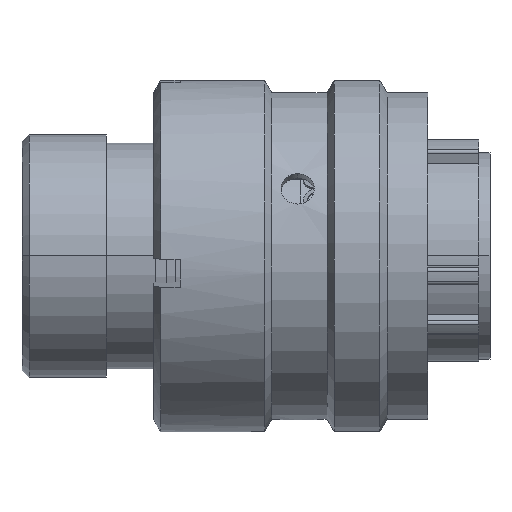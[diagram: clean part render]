
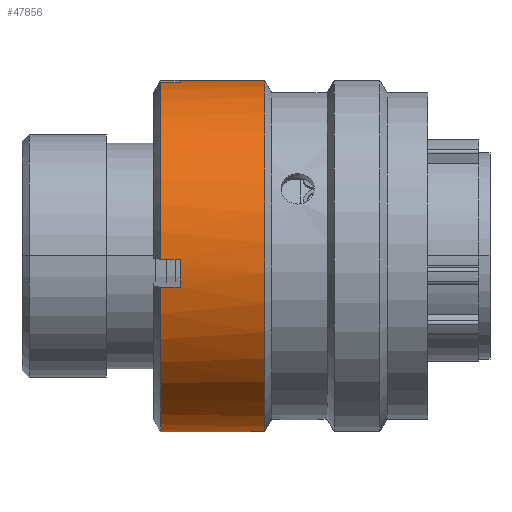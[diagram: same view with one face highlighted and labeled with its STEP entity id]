
A CAD part, top view. The second image highlights one B-rep face of the part: STEP entity #47856.
In plain terms, the highlighted cylindrical face has radius 12.55 mm (diameter 25.1 mm), a partial arc.
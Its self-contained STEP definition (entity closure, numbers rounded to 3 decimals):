
#428 = VECTOR ( 'NONE', #11793, 1000. ) ;
#822 = CARTESIAN_POINT ( 'NONE',  ( 28.928, 12.347, 2.247 ) ) ;
#1625 = ORIENTED_EDGE ( 'NONE', *, *, #27277, .F. ) ;
#1644 = VERTEX_POINT ( 'NONE', #13191 ) ;
#2851 = CARTESIAN_POINT ( 'NONE',  ( 11.278, -0.257, 12.547 ) ) ;
#3813 = VERTEX_POINT ( 'NONE', #2851 ) ;
#4915 = CIRCLE ( 'NONE', #32769, 12.55 ) ;
#5148 = VERTEX_POINT ( 'NONE', #48376 ) ;
#5267 = VERTEX_POINT ( 'NONE', #5881 ) ;
#5493 = CARTESIAN_POINT ( 'NONE',  ( 28.928, -2.247, 12.347 ) ) ;
#5881 = CARTESIAN_POINT ( 'NONE',  ( 9.878, -12.547, -0.257 ) ) ;
#6044 = ORIENTED_EDGE ( 'NONE', *, *, #31773, .T. ) ;
#6081 = CARTESIAN_POINT ( 'NONE',  ( 11.278, 0., 0. ) ) ;
#6745 = DIRECTION ( 'NONE',  ( 0., 0.995, 0.1 ) ) ;
#7366 = ORIENTED_EDGE ( 'NONE', *, *, #58098, .T. ) ;
#7409 = VECTOR ( 'NONE', #16973, 1000. ) ;
#8269 = LINE ( 'NONE', #45205, #428 ) ;
#10360 = EDGE_CURVE ( 'NONE', #5148, #39865, #17219, .T. ) ;
#11686 = DIRECTION ( 'NONE',  ( 1., 0., 0. ) ) ;
#11793 = DIRECTION ( 'NONE',  ( 1., 0., 0. ) ) ;
#12009 = ORIENTED_EDGE ( 'NONE', *, *, #10360, .F. ) ;
#13191 = CARTESIAN_POINT ( 'NONE',  ( 11.278, -12.487, -1.256 ) ) ;
#13819 = VERTEX_POINT ( 'NONE', #28996 ) ;
#13867 = EDGE_CURVE ( 'NONE', #1644, #68649, #46320, .T. ) ;
#15376 = VERTEX_POINT ( 'NONE', #64780 ) ;
#16872 = DIRECTION ( 'NONE',  ( 1., 0., 0. ) ) ;
#16973 = DIRECTION ( 'NONE',  ( -1., 0., 0. ) ) ;
#17190 = DIRECTION ( 'NONE',  ( 1., 0., 0. ) ) ;
#17219 = LINE ( 'NONE', #47573, #29463 ) ;
#17280 = EDGE_CURVE ( 'NONE', #65015, #44973, #25094, .T. ) ;
#18222 = CARTESIAN_POINT ( 'NONE',  ( 9.878, 0., 0. ) ) ;
#19042 = AXIS2_PLACEMENT_3D ( 'NONE', #62230, #33807, #56695 ) ;
#19501 = AXIS2_PLACEMENT_3D ( 'NONE', #69893, #58725, #52679 ) ;
#20767 = DIRECTION ( 'NONE',  ( 1., 0., 0. ) ) ;
#21287 = CARTESIAN_POINT ( 'NONE',  ( 9.878, 12.347, 2.247 ) ) ;
#22520 = ORIENTED_EDGE ( 'NONE', *, *, #24053, .T. ) ;
#22788 = ORIENTED_EDGE ( 'NONE', *, *, #13867, .T. ) ;
#24053 = EDGE_CURVE ( 'NONE', #5148, #13819, #69544, .T. ) ;
#24202 = VERTEX_POINT ( 'NONE', #35722 ) ;
#24340 = ORIENTED_EDGE ( 'NONE', *, *, #17280, .T. ) ;
#25094 = CIRCLE ( 'NONE', #32402, 12.55 ) ;
#25530 = CIRCLE ( 'NONE', #63276, 12.55 ) ;
#25683 = EDGE_LOOP ( 'NONE', ( #71256, #22788, #1625, #12009, #22520, #57665, #24340, #39808, #34406, #6044, #7366, #61414 ) ) ;
#25937 = DIRECTION ( 'NONE',  ( 1., 0., 0. ) ) ;
#27277 = EDGE_CURVE ( 'NONE', #39865, #68649, #25530, .T. ) ;
#28147 = VERTEX_POINT ( 'NONE', #53678 ) ;
#28405 = CARTESIAN_POINT ( 'NONE',  ( 17.298, 0., 0. ) ) ;
#28962 = VECTOR ( 'NONE', #34508, 1000. ) ;
#28996 = CARTESIAN_POINT ( 'NONE',  ( 11.278, 12.347, 2.247 ) ) ;
#29194 = DIRECTION ( 'NONE',  ( 1., 0., 0. ) ) ;
#29463 = VECTOR ( 'NONE', #25937, 1000. ) ;
#31773 = EDGE_CURVE ( 'NONE', #24202, #15376, #68388, .T. ) ;
#31790 = EDGE_CURVE ( 'NONE', #13819, #65015, #70090, .T. ) ;
#32402 = AXIS2_PLACEMENT_3D ( 'NONE', #18222, #29194, #6745 ) ;
#32769 = AXIS2_PLACEMENT_3D ( 'NONE', #54059, #20767, #36559 ) ;
#32820 = CIRCLE ( 'NONE', #60126, 12.55 ) ;
#33000 = CARTESIAN_POINT ( 'NONE',  ( 17.298, -12.487, -1.256 ) ) ;
#33807 = DIRECTION ( 'NONE',  ( 1., 0., 0. ) ) ;
#34406 = ORIENTED_EDGE ( 'NONE', *, *, #60378, .T. ) ;
#34508 = DIRECTION ( 'NONE',  ( 1., 0., 0. ) ) ;
#35263 = VECTOR ( 'NONE', #56640, 1000. ) ;
#35722 = CARTESIAN_POINT ( 'NONE',  ( 11.278, -2.247, 12.347 ) ) ;
#36559 = DIRECTION ( 'NONE',  ( 0., 0.1, -0.995 ) ) ;
#37852 = AXIS2_PLACEMENT_3D ( 'NONE', #6081, #11686, #50644 ) ;
#39360 = EDGE_CURVE ( 'NONE', #44973, #3813, #8269, .T. ) ;
#39378 = LINE ( 'NONE', #40002, #66359 ) ;
#39808 = ORIENTED_EDGE ( 'NONE', *, *, #39360, .T. ) ;
#39865 = VERTEX_POINT ( 'NONE', #48027 ) ;
#40002 = CARTESIAN_POINT ( 'NONE',  ( 28.928, -12.547, -0.257 ) ) ;
#41345 = CIRCLE ( 'NONE', #19501, 12.55 ) ;
#42851 = EDGE_CURVE ( 'NONE', #5267, #28147, #39378, .T. ) ;
#44973 = VERTEX_POINT ( 'NONE', #59069 ) ;
#45205 = CARTESIAN_POINT ( 'NONE',  ( 28.928, -0.257, 12.547 ) ) ;
#46320 = LINE ( 'NONE', #67404, #28962 ) ;
#47573 = CARTESIAN_POINT ( 'NONE',  ( 28.928, 12.487, 1.256 ) ) ;
#47856 = ADVANCED_FACE ( 'NONE', ( #66480 ), #62053, .T. ) ;
#48027 = CARTESIAN_POINT ( 'NONE',  ( 17.298, 12.487, 1.256 ) ) ;
#48376 = CARTESIAN_POINT ( 'NONE',  ( 11.278, 12.487, 1.256 ) ) ;
#50221 = CARTESIAN_POINT ( 'NONE',  ( 9.878, 0., 0. ) ) ;
#50644 = DIRECTION ( 'NONE',  ( 0., -0.1, 0.995 ) ) ;
#50651 = EDGE_CURVE ( 'NONE', #28147, #1644, #4915, .T. ) ;
#52679 = DIRECTION ( 'NONE',  ( 0., -0.995, -0.1 ) ) ;
#53678 = CARTESIAN_POINT ( 'NONE',  ( 11.278, -12.547, -0.257 ) ) ;
#54059 = CARTESIAN_POINT ( 'NONE',  ( 11.278, 0., 0. ) ) ;
#55331 = DIRECTION ( 'NONE',  ( 1., 0., 0. ) ) ;
#56109 = DIRECTION ( 'NONE',  ( 0., 0.995, 0.1 ) ) ;
#56640 = DIRECTION ( 'NONE',  ( -1., 0., 0. ) ) ;
#56695 = DIRECTION ( 'NONE',  ( 0., 0.995, 0.1 ) ) ;
#57665 = ORIENTED_EDGE ( 'NONE', *, *, #31790, .T. ) ;
#58098 = EDGE_CURVE ( 'NONE', #15376, #5267, #32820, .T. ) ;
#58725 = DIRECTION ( 'NONE',  ( 1., 0., 0. ) ) ;
#59069 = CARTESIAN_POINT ( 'NONE',  ( 9.878, -0.257, 12.547 ) ) ;
#60126 = AXIS2_PLACEMENT_3D ( 'NONE', #50221, #55331, #67498 ) ;
#60378 = EDGE_CURVE ( 'NONE', #3813, #24202, #41345, .T. ) ;
#61414 = ORIENTED_EDGE ( 'NONE', *, *, #42851, .T. ) ;
#62053 = CYLINDRICAL_SURFACE ( 'NONE', #19042, 12.55 ) ;
#62230 = CARTESIAN_POINT ( 'NONE',  ( 28.928, 0., 0. ) ) ;
#63276 = AXIS2_PLACEMENT_3D ( 'NONE', #28405, #17190, #56109 ) ;
#64780 = CARTESIAN_POINT ( 'NONE',  ( 9.878, -2.247, 12.347 ) ) ;
#65015 = VERTEX_POINT ( 'NONE', #21287 ) ;
#66359 = VECTOR ( 'NONE', #16872, 1000. ) ;
#66480 = FACE_OUTER_BOUND ( 'NONE', #25683, .T. ) ;
#67404 = CARTESIAN_POINT ( 'NONE',  ( 28.928, -12.487, -1.256 ) ) ;
#67498 = DIRECTION ( 'NONE',  ( 0., 0.995, 0.1 ) ) ;
#68388 = LINE ( 'NONE', #5493, #35263 ) ;
#68649 = VERTEX_POINT ( 'NONE', #33000 ) ;
#69544 = CIRCLE ( 'NONE', #37852, 12.55 ) ;
#69893 = CARTESIAN_POINT ( 'NONE',  ( 11.278, 0., 0. ) ) ;
#70090 = LINE ( 'NONE', #822, #7409 ) ;
#71256 = ORIENTED_EDGE ( 'NONE', *, *, #50651, .T. ) ;
